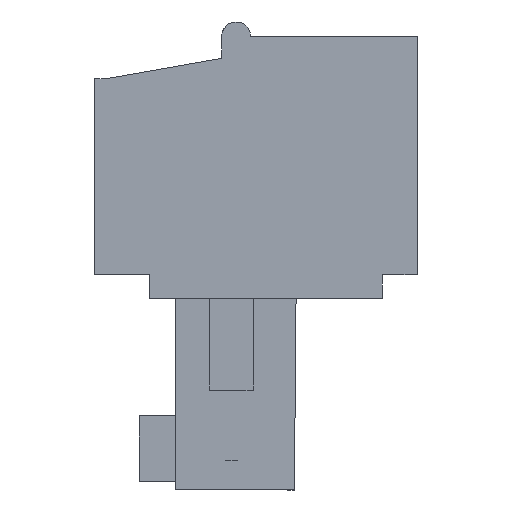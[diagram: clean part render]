
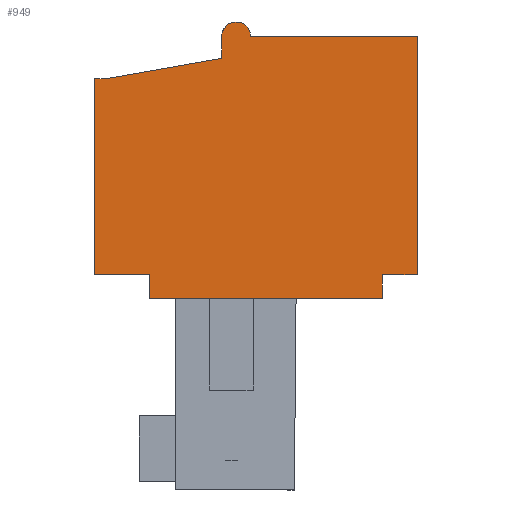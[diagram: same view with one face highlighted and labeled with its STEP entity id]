
A CAD part, left-side view. The second image highlights one B-rep face of the part: STEP entity #949.
In plain terms, the highlighted planar face has unit normal (-1, 0, 0).
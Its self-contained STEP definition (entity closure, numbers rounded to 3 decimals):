
#865=AXIS2_PLACEMENT_3D('Plane Axis2P3D',#862,#863,#864) ;
#883=AXIS2_PLACEMENT_3D('Circle Axis2P3D',#881,#882,$) ;
#40=CARTESIAN_POINT('Vertex',(0.,1.2,7.4)) ;
#45=CARTESIAN_POINT('Line Origine',(0.,1.2,7.)) ;
#49=CARTESIAN_POINT('Vertex',(0.,1.2,6.6)) ;
#740=CARTESIAN_POINT('Vertex',(0.,0.,7.4)) ;
#743=CARTESIAN_POINT('Line Origine',(0.,0.6,7.4)) ;
#862=CARTESIAN_POINT('Axis2P3D Location',(0.,0.,0.)) ;
#867=CARTESIAN_POINT('Line Origine',(0.,0.,11.5)) ;
#871=CARTESIAN_POINT('Vertex',(0.,0.,15.6)) ;
#874=CARTESIAN_POINT('Line Origine',(0.,2.865,15.6)) ;
#878=CARTESIAN_POINT('Vertex',(0.,5.73,15.6)) ;
#881=CARTESIAN_POINT('Axis2P3D Location',(0.,6.23,15.6)) ;
#885=CARTESIAN_POINT('Vertex',(0.,6.73,15.6)) ;
#888=CARTESIAN_POINT('Line Origine',(0.,6.73,15.225)) ;
#892=CARTESIAN_POINT('Vertex',(0.,6.73,14.85)) ;
#895=CARTESIAN_POINT('Line Origine',(0.,8.715,14.5)) ;
#899=CARTESIAN_POINT('Vertex',(0.,10.7,14.15)) ;
#902=CARTESIAN_POINT('Line Origine',(0.,10.9,14.15)) ;
#906=CARTESIAN_POINT('Vertex',(0.,11.1,14.15)) ;
#909=CARTESIAN_POINT('Line Origine',(0.,11.1,10.775)) ;
#913=CARTESIAN_POINT('Vertex',(0.,11.1,7.4)) ;
#916=CARTESIAN_POINT('Line Origine',(0.,10.15,7.4)) ;
#920=CARTESIAN_POINT('Vertex',(0.,9.2,7.4)) ;
#923=CARTESIAN_POINT('Line Origine',(0.,9.2,7.)) ;
#927=CARTESIAN_POINT('Vertex',(0.,9.2,6.6)) ;
#930=CARTESIAN_POINT('Line Origine',(0.,5.2,6.6)) ;
#46=DIRECTION('Vector Direction',(0.,0.,-1.)) ;
#744=DIRECTION('Vector Direction',(0.,1.,0.)) ;
#863=DIRECTION('Axis2P3D Direction',(-1.,0.,0.)) ;
#864=DIRECTION('Axis2P3D XDirection',(0.,0.,1.)) ;
#868=DIRECTION('Vector Direction',(0.,0.,-1.)) ;
#875=DIRECTION('Vector Direction',(0.,-1.,0.)) ;
#882=DIRECTION('Axis2P3D Direction',(-1.,0.,0.)) ;
#889=DIRECTION('Vector Direction',(0.,0.,1.)) ;
#896=DIRECTION('Vector Direction',(0.,-0.985,0.174)) ;
#903=DIRECTION('Vector Direction',(0.,-1.,0.)) ;
#910=DIRECTION('Vector Direction',(0.,0.,1.)) ;
#917=DIRECTION('Vector Direction',(0.,1.,0.)) ;
#924=DIRECTION('Vector Direction',(0.,0.,1.)) ;
#931=DIRECTION('Vector Direction',(0.,1.,0.)) ;
#47=VECTOR('Line Direction',#46,1.) ;
#745=VECTOR('Line Direction',#744,1.) ;
#869=VECTOR('Line Direction',#868,1.) ;
#876=VECTOR('Line Direction',#875,1.) ;
#890=VECTOR('Line Direction',#889,1.) ;
#897=VECTOR('Line Direction',#896,1.) ;
#904=VECTOR('Line Direction',#903,1.) ;
#911=VECTOR('Line Direction',#910,1.) ;
#918=VECTOR('Line Direction',#917,1.) ;
#925=VECTOR('Line Direction',#924,1.) ;
#932=VECTOR('Line Direction',#931,1.) ;
#936=ORIENTED_EDGE('',*,*,#873,.T.) ;
#937=ORIENTED_EDGE('',*,*,#880,.T.) ;
#938=ORIENTED_EDGE('',*,*,#887,.T.) ;
#939=ORIENTED_EDGE('',*,*,#894,.T.) ;
#940=ORIENTED_EDGE('',*,*,#901,.T.) ;
#941=ORIENTED_EDGE('',*,*,#908,.T.) ;
#942=ORIENTED_EDGE('',*,*,#915,.T.) ;
#943=ORIENTED_EDGE('',*,*,#922,.T.) ;
#944=ORIENTED_EDGE('',*,*,#929,.T.) ;
#945=ORIENTED_EDGE('',*,*,#934,.T.) ;
#946=ORIENTED_EDGE('',*,*,#51,.T.) ;
#947=ORIENTED_EDGE('',*,*,#747,.T.) ;
#949=ADVANCED_FACE('HOUSING',(#948),#866,.T.) ;
#884=CIRCLE('generated circle',#883,0.5) ;
#51=EDGE_CURVE('',#50,#41,#48,.F.) ;
#747=EDGE_CURVE('',#41,#741,#746,.F.) ;
#873=EDGE_CURVE('',#741,#872,#870,.F.) ;
#880=EDGE_CURVE('',#872,#879,#877,.F.) ;
#887=EDGE_CURVE('',#879,#886,#884,.T.) ;
#894=EDGE_CURVE('',#886,#893,#891,.F.) ;
#901=EDGE_CURVE('',#893,#900,#898,.F.) ;
#908=EDGE_CURVE('',#900,#907,#905,.F.) ;
#915=EDGE_CURVE('',#907,#914,#912,.F.) ;
#922=EDGE_CURVE('',#914,#921,#919,.F.) ;
#929=EDGE_CURVE('',#921,#928,#926,.F.) ;
#934=EDGE_CURVE('',#928,#50,#933,.F.) ;
#935=EDGE_LOOP('',(#936,#937,#938,#939,#940,#941,#942,#943,#944,#945,#946,#947)) ;
#948=FACE_OUTER_BOUND('',#935,.T.) ;
#48=LINE('Line',#45,#47) ;
#746=LINE('Line',#743,#745) ;
#870=LINE('Line',#867,#869) ;
#877=LINE('Line',#874,#876) ;
#891=LINE('Line',#888,#890) ;
#898=LINE('Line',#895,#897) ;
#905=LINE('Line',#902,#904) ;
#912=LINE('Line',#909,#911) ;
#919=LINE('Line',#916,#918) ;
#926=LINE('Line',#923,#925) ;
#933=LINE('Line',#930,#932) ;
#866=PLANE('',#865) ;
#41=VERTEX_POINT('',#40) ;
#50=VERTEX_POINT('',#49) ;
#741=VERTEX_POINT('',#740) ;
#872=VERTEX_POINT('',#871) ;
#879=VERTEX_POINT('',#878) ;
#886=VERTEX_POINT('',#885) ;
#893=VERTEX_POINT('',#892) ;
#900=VERTEX_POINT('',#899) ;
#907=VERTEX_POINT('',#906) ;
#914=VERTEX_POINT('',#913) ;
#921=VERTEX_POINT('',#920) ;
#928=VERTEX_POINT('',#927) ;
